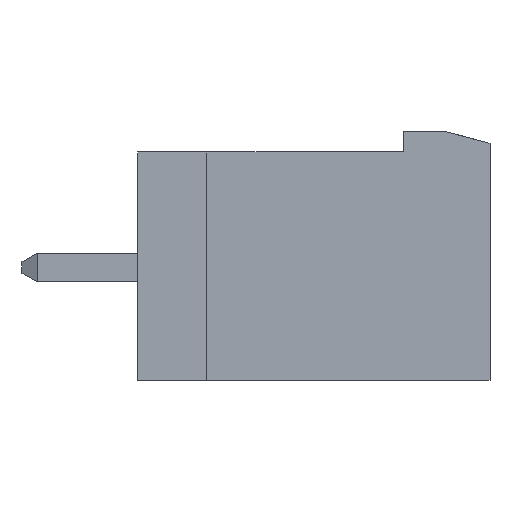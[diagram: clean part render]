
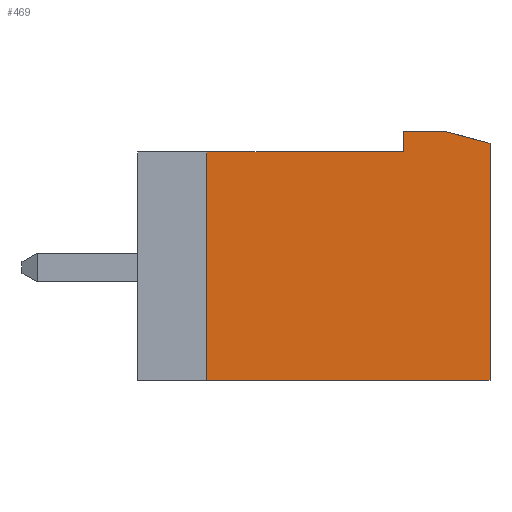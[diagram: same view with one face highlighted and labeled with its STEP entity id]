
A CAD part, front view. The second image highlights one B-rep face of the part: STEP entity #469.
In plain terms, the highlighted planar face has unit normal (0, -1, 0).
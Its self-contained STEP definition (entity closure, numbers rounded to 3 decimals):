
#469 = ADVANCED_FACE( '', ( #1162 ), #1163, .F. );
#1162 = FACE_OUTER_BOUND( '', #2100, .T. );
#1163 = PLANE( '', #2101 );
#2100 = EDGE_LOOP( '', ( #3474, #3475, #3476, #3477, #3478, #3479, #3480 ) );
#2101 = AXIS2_PLACEMENT_3D( '', #3481, #3482, #3483 );
#3474 = ORIENTED_EDGE( '', *, *, #5850, .T. );
#3475 = ORIENTED_EDGE( '', *, *, #5851, .T. );
#3476 = ORIENTED_EDGE( '', *, *, #5588, .T. );
#3477 = ORIENTED_EDGE( '', *, *, #5774, .T. );
#3478 = ORIENTED_EDGE( '', *, *, #5852, .T. );
#3479 = ORIENTED_EDGE( '', *, *, #5853, .T. );
#3480 = ORIENTED_EDGE( '', *, *, #5854, .T. );
#3481 = CARTESIAN_POINT( '', ( 0., -46.72, 120.7 ) );
#3482 = DIRECTION( '', ( 0., 1., 0. ) );
#3483 = DIRECTION( '', ( -1., 0., 0. ) );
#5588 = EDGE_CURVE( '', #6720, #6721, #6722, .T. );
#5774 = EDGE_CURVE( '', #6721, #7035, #7037, .T. );
#5850 = EDGE_CURVE( '', #7156, #7157, #7158, .T. );
#5851 = EDGE_CURVE( '', #7157, #6720, #7159, .T. );
#5852 = EDGE_CURVE( '', #7035, #7160, #7161, .T. );
#5853 = EDGE_CURVE( '', #7160, #7162, #7163, .T. );
#5854 = EDGE_CURVE( '', #7162, #7156, #7164, .T. );
#6720 = VERTEX_POINT( '', #8328 );
#6721 = VERTEX_POINT( '', #8329 );
#6722 = LINE( '', #8330, #8331 );
#7035 = VERTEX_POINT( '', #8794 );
#7037 = LINE( '', #8797, #8798 );
#7156 = VERTEX_POINT( '', #8979 );
#7157 = VERTEX_POINT( '', #8980 );
#7158 = LINE( '', #8981, #8982 );
#7159 = LINE( '', #8983, #8984 );
#7160 = VERTEX_POINT( '', #8985 );
#7161 = LINE( '', #8986, #8987 );
#7162 = VERTEX_POINT( '', #8988 );
#7163 = LINE( '', #8989, #8990 );
#7164 = LINE( '', #8991, #8992 );
#8328 = CARTESIAN_POINT( '', ( -6.8, -46.72, 120. ) );
#8329 = CARTESIAN_POINT( '', ( -6.8, -46.72, 112.1 ) );
#8330 = CARTESIAN_POINT( '', ( -6.8, -46.72, 112.1 ) );
#8331 = VECTOR( '', #10309, 1000. );
#8794 = CARTESIAN_POINT( '', ( 3., -46.72, 112.1 ) );
#8797 = CARTESIAN_POINT( '', ( 3., -46.72, 112.1 ) );
#8798 = VECTOR( '', #10461, 1000. );
#8979 = CARTESIAN_POINT( '', ( 0., -46.72, 120.7 ) );
#8980 = CARTESIAN_POINT( '', ( 0., -46.72, 120. ) );
#8981 = CARTESIAN_POINT( '', ( 0., -46.72, 120.2 ) );
#8982 = VECTOR( '', #10536, 1000. );
#8983 = CARTESIAN_POINT( '', ( -6.8, -46.72, 120. ) );
#8984 = VECTOR( '', #10537, 1000. );
#8985 = CARTESIAN_POINT( '', ( 3., -46.72, 120.3 ) );
#8986 = CARTESIAN_POINT( '', ( 3., -46.72, 120.3 ) );
#8987 = VECTOR( '', #10538, 1000. );
#8988 = CARTESIAN_POINT( '', ( 1.507, -46.72, 120.7 ) );
#8989 = CARTESIAN_POINT( '', ( 1.507, -46.72, 120.7 ) );
#8990 = VECTOR( '', #10539, 1000. );
#8991 = CARTESIAN_POINT( '', ( 0., -46.72, 120.7 ) );
#8992 = VECTOR( '', #10540, 1000. );
#10309 = DIRECTION( '', ( 0., 0., -1. ) );
#10461 = DIRECTION( '', ( 1., 0., 0. ) );
#10536 = DIRECTION( '', ( 0., 0., -1. ) );
#10537 = DIRECTION( '', ( -1., 0., 0. ) );
#10538 = DIRECTION( '', ( 0., 0., 1. ) );
#10539 = DIRECTION( '', ( -0.966, 0., 0.259 ) );
#10540 = DIRECTION( '', ( -1., 0., 0. ) );
